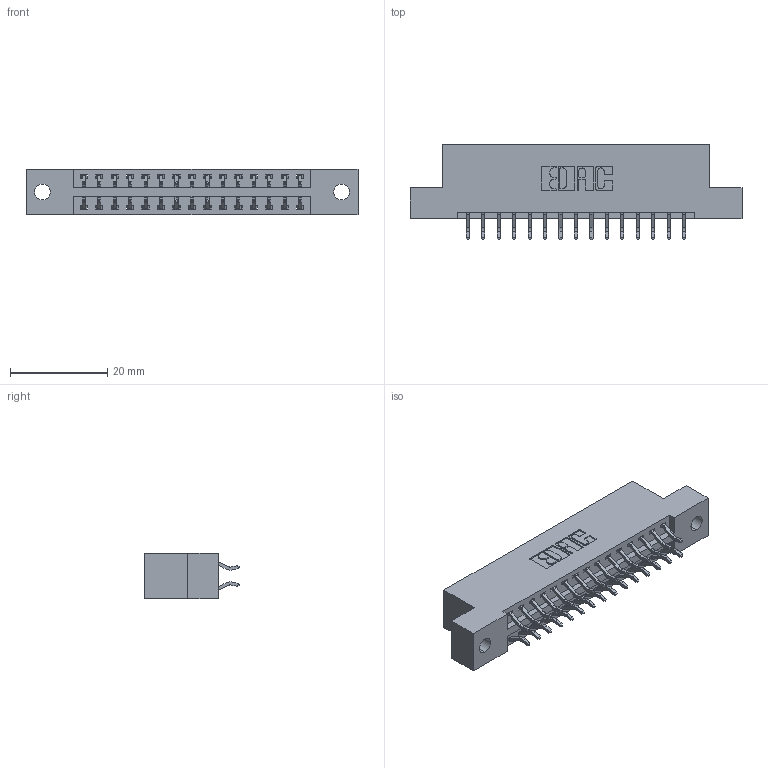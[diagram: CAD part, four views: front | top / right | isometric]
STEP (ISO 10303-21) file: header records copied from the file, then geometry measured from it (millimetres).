
FILE_DESCRIPTION (( 'STEP AP203' ), '1' );
FILE_NAME ('396-030-556-202.STEP', '2018-09-05T07:36:00', ( '' ), ( '' ), 'SwSTEP 2.0', 'SolidWorks 2016', '' );
FILE_SCHEMA (( 'CONFIG_CONTROL_DESIGN' ));
Length unit declared in the file: inch
Products named in the file (3): 345-292-001_556 Tail; 396-030-556-202; 346 Part_Flush Mounting Lugs - 0.128 Dia
Assembly tree (31 placements, depth 2):
  396-030-556-202
    346 Part_Flush Mounting Lugs - 0.128 Dia
    345-292-001_556 Tail  x30
Bounding box: 68.2 x 19.57 x 9.4 mm (x, y, z)
Volume: 6402.7 mm3; surface area: 8079.4 mm2
Topology: 31 solids, 31 shells, 1862 faces, 5519 edges, 3638 vertices
Faces by surface type: plane 1246, cylinder 616
Entity records: 13647 total; most frequent: CARTESIAN_POINT 2300, ORIENTED_EDGE 2222, DIRECTION 2067, EDGE_CURVE 1111, LINE 911, VECTOR 911, VERTEX_POINT 738, AXIS2_PLACEMENT_3D 578
